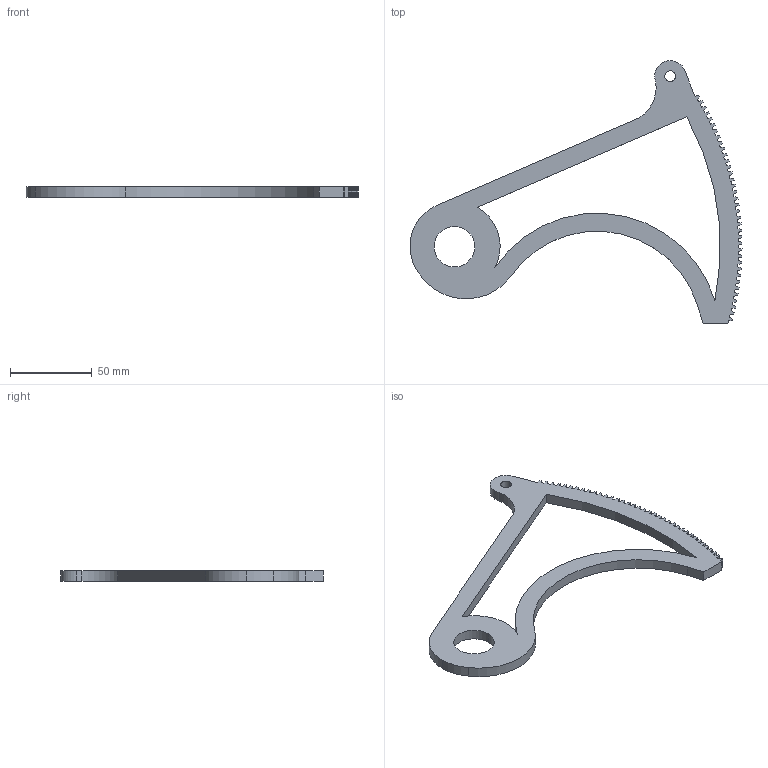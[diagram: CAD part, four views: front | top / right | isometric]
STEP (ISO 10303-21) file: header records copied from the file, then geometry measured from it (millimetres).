
FILE_DESCRIPTION (( 'STEP AP214' ), '1' );
FILE_NAME ('Side Plate Geared MK2.STEP', '2026-01-19T23:42:50', ( '' ), ( '' ), 'SwSTEP 2.0', 'SolidWorks 2026', '' );
FILE_SCHEMA (( 'AUTOMOTIVE_DESIGN' ));
Length unit declared in the file: inch
Products named in the file (1): Side Plate Geared MK2
Bounding box: 203.1 x 160.74 x 6.35 mm (x, y, z)
Volume: 49727.1 mm3; surface area: 24096.3 mm2
Topology: 1 solids, 1 shells, 170 faces, 504 edges, 336 vertices
Faces by surface type: plane 118, cylinder 52
Entity records: 5711 total; most frequent: CARTESIAN_POINT 1011, ORIENTED_EDGE 1008, DIRECTION 950, EDGE_CURVE 504, LINE 400, VECTOR 400, VERTEX_POINT 336, AXIS2_PLACEMENT_3D 275
